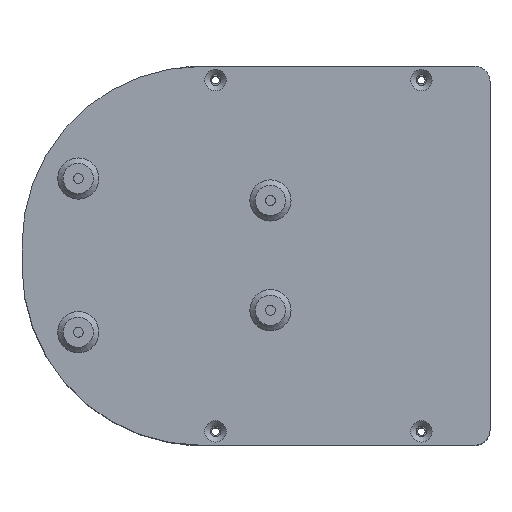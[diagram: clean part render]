
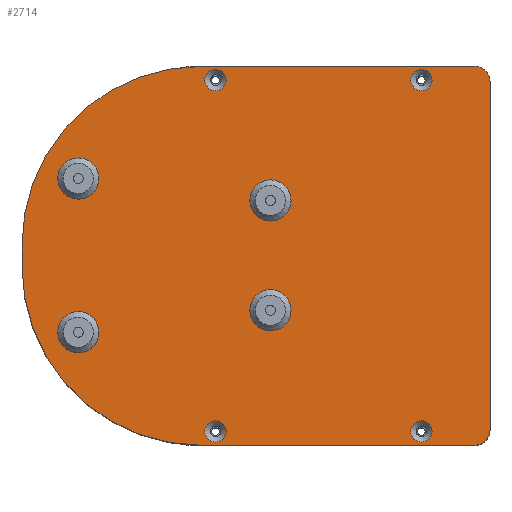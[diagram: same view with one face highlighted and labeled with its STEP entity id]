
A CAD part, top view. The second image highlights one B-rep face of the part: STEP entity #2714.
In plain terms, the highlighted planar face has unit normal (0, 0, 1).
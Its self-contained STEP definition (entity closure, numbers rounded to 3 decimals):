
#60=FACE_BOUND('',#357,.T.);
#61=FACE_BOUND('',#358,.T.);
#62=FACE_BOUND('',#359,.T.);
#63=FACE_BOUND('',#360,.T.);
#64=FACE_BOUND('',#361,.T.);
#65=FACE_BOUND('',#362,.T.);
#66=FACE_BOUND('',#363,.T.);
#67=FACE_BOUND('',#364,.T.);
#124=PLANE('',#2898);
#194=FACE_OUTER_BOUND('',#356,.T.);
#356=EDGE_LOOP('',(#1853,#1854,#1855,#1856,#1857,#1858,#1859,#1860));
#357=EDGE_LOOP('',(#1861));
#358=EDGE_LOOP('',(#1862));
#359=EDGE_LOOP('',(#1863));
#360=EDGE_LOOP('',(#1864));
#361=EDGE_LOOP('',(#1865));
#362=EDGE_LOOP('',(#1866));
#363=EDGE_LOOP('',(#1867));
#364=EDGE_LOOP('',(#1868));
#581=LINE('',#4104,#808);
#584=LINE('',#4110,#811);
#585=LINE('',#4114,#812);
#586=LINE('',#4118,#813);
#808=VECTOR('',#3229,10.);
#811=VECTOR('',#3234,10.);
#812=VECTOR('',#3237,10.);
#813=VECTOR('',#3240,10.);
#1033=CIRCLE('',#2895,5.5);
#1035=CIRCLE('',#2899,65.);
#1036=CIRCLE('',#2900,65.);
#1037=CIRCLE('',#2901,5.5);
#1038=CIRCLE('',#2902,3.9);
#1039=CIRCLE('',#2903,3.9);
#1040=CIRCLE('',#2904,7.5);
#1041=CIRCLE('',#2905,7.5);
#1042=CIRCLE('',#2906,7.5);
#1043=CIRCLE('',#2907,7.5);
#1044=CIRCLE('',#2908,3.9);
#1045=CIRCLE('',#2909,3.9);
#1190=VERTEX_POINT('',#4094);
#1191=VERTEX_POINT('',#4095);
#1194=VERTEX_POINT('',#4103);
#1196=VERTEX_POINT('',#4109);
#1197=VERTEX_POINT('',#4111);
#1198=VERTEX_POINT('',#4113);
#1199=VERTEX_POINT('',#4115);
#1200=VERTEX_POINT('',#4117);
#1201=VERTEX_POINT('',#4120);
#1202=VERTEX_POINT('',#4122);
#1203=VERTEX_POINT('',#4124);
#1204=VERTEX_POINT('',#4126);
#1205=VERTEX_POINT('',#4128);
#1206=VERTEX_POINT('',#4130);
#1207=VERTEX_POINT('',#4132);
#1208=VERTEX_POINT('',#4134);
#1448=EDGE_CURVE('',#1190,#1191,#1033,.T.);
#1452=EDGE_CURVE('',#1194,#1191,#581,.T.);
#1455=EDGE_CURVE('',#1196,#1190,#584,.F.);
#1456=EDGE_CURVE('',#1197,#1196,#1035,.T.);
#1457=EDGE_CURVE('',#1198,#1197,#585,.T.);
#1458=EDGE_CURVE('',#1199,#1198,#1036,.T.);
#1459=EDGE_CURVE('',#1199,#1200,#586,.T.);
#1460=EDGE_CURVE('',#1194,#1200,#1037,.T.);
#1461=EDGE_CURVE('',#1201,#1201,#1038,.T.);
#1462=EDGE_CURVE('',#1202,#1202,#1039,.T.);
#1463=EDGE_CURVE('',#1203,#1203,#1040,.T.);
#1464=EDGE_CURVE('',#1204,#1204,#1041,.T.);
#1465=EDGE_CURVE('',#1205,#1205,#1042,.T.);
#1466=EDGE_CURVE('',#1206,#1206,#1043,.T.);
#1467=EDGE_CURVE('',#1207,#1207,#1044,.T.);
#1468=EDGE_CURVE('',#1208,#1208,#1045,.T.);
#1853=ORIENTED_EDGE('',*,*,#1448,.F.);
#1854=ORIENTED_EDGE('',*,*,#1455,.F.);
#1855=ORIENTED_EDGE('',*,*,#1456,.F.);
#1856=ORIENTED_EDGE('',*,*,#1457,.F.);
#1857=ORIENTED_EDGE('',*,*,#1458,.F.);
#1858=ORIENTED_EDGE('',*,*,#1459,.T.);
#1859=ORIENTED_EDGE('',*,*,#1460,.F.);
#1860=ORIENTED_EDGE('',*,*,#1452,.T.);
#1861=ORIENTED_EDGE('',*,*,#1461,.F.);
#1862=ORIENTED_EDGE('',*,*,#1462,.F.);
#1863=ORIENTED_EDGE('',*,*,#1463,.T.);
#1864=ORIENTED_EDGE('',*,*,#1464,.T.);
#1865=ORIENTED_EDGE('',*,*,#1465,.T.);
#1866=ORIENTED_EDGE('',*,*,#1466,.T.);
#1867=ORIENTED_EDGE('',*,*,#1467,.F.);
#1868=ORIENTED_EDGE('',*,*,#1468,.F.);
#2714=ADVANCED_FACE('',(#194,#60,#61,#62,#63,#64,#65,#66,#67),#124,.T.);
#2895=AXIS2_PLACEMENT_3D('',#4096,#3221,#3222);
#2898=AXIS2_PLACEMENT_3D('',#4108,#3232,#3233);
#2899=AXIS2_PLACEMENT_3D('',#4112,#3235,#3236);
#2900=AXIS2_PLACEMENT_3D('',#4116,#3238,#3239);
#2901=AXIS2_PLACEMENT_3D('',#4119,#3241,#3242);
#2902=AXIS2_PLACEMENT_3D('',#4121,#3243,#3244);
#2903=AXIS2_PLACEMENT_3D('',#4123,#3245,#3246);
#2904=AXIS2_PLACEMENT_3D('',#4125,#3247,#3248);
#2905=AXIS2_PLACEMENT_3D('',#4127,#3249,#3250);
#2906=AXIS2_PLACEMENT_3D('',#4129,#3251,#3252);
#2907=AXIS2_PLACEMENT_3D('',#4131,#3253,#3254);
#2908=AXIS2_PLACEMENT_3D('',#4133,#3255,#3256);
#2909=AXIS2_PLACEMENT_3D('',#4135,#3257,#3258);
#3221=DIRECTION('center_axis',(0.,0.,-1.));
#3222=DIRECTION('ref_axis',(0.707,0.707,0.));
#3229=DIRECTION('',(0.,1.,0.));
#3232=DIRECTION('center_axis',(0.,0.,1.));
#3233=DIRECTION('ref_axis',(1.,0.,0.));
#3234=DIRECTION('',(-1.,0.,0.));
#3235=DIRECTION('center_axis',(0.,0.,-1.));
#3236=DIRECTION('ref_axis',(-0.707,0.707,0.));
#3237=DIRECTION('',(0.,1.,0.));
#3238=DIRECTION('center_axis',(0.,0.,-1.));
#3239=DIRECTION('ref_axis',(-0.707,-0.707,0.));
#3240=DIRECTION('',(1.,0.,0.));
#3241=DIRECTION('center_axis',(0.,0.,-1.));
#3242=DIRECTION('ref_axis',(0.707,-0.707,0.));
#3243=DIRECTION('center_axis',(0.,0.,1.));
#3244=DIRECTION('ref_axis',(-1.,0.,0.));
#3245=DIRECTION('center_axis',(0.,0.,1.));
#3246=DIRECTION('ref_axis',(-1.,0.,0.));
#3247=DIRECTION('center_axis',(0.,0.,-1.));
#3248=DIRECTION('ref_axis',(-1.,0.,0.));
#3249=DIRECTION('center_axis',(0.,0.,-1.));
#3250=DIRECTION('ref_axis',(-1.,0.,0.));
#3251=DIRECTION('center_axis',(0.,0.,-1.));
#3252=DIRECTION('ref_axis',(-1.,0.,0.));
#3253=DIRECTION('center_axis',(0.,0.,-1.));
#3254=DIRECTION('ref_axis',(-1.,0.,0.));
#3255=DIRECTION('center_axis',(0.,0.,1.));
#3256=DIRECTION('ref_axis',(-1.,0.,0.));
#3257=DIRECTION('center_axis',(0.,0.,1.));
#3258=DIRECTION('ref_axis',(-1.,0.,0.));
#4094=CARTESIAN_POINT('',(54.5,150.,431.033));
#4095=CARTESIAN_POINT('',(60.,144.5,431.033));
#4096=CARTESIAN_POINT('Origin',(54.5,144.5,431.033));
#4103=CARTESIAN_POINT('',(60.,17.494,431.033));
#4104=CARTESIAN_POINT('',(60.,75.895,431.033));
#4108=CARTESIAN_POINT('Origin',(-22.753,81.092,431.033));
#4109=CARTESIAN_POINT('',(-45.506,150.,431.033));
#4110=CARTESIAN_POINT('',(28.624,150.,431.033));
#4111=CARTESIAN_POINT('',(-110.506,85.,431.033));
#4112=CARTESIAN_POINT('Origin',(-45.506,85.,431.033));
#4113=CARTESIAN_POINT('',(-110.506,76.994,431.033));
#4114=CARTESIAN_POINT('',(-110.506,133.789,431.033));
#4115=CARTESIAN_POINT('',(-45.506,11.994,431.033));
#4116=CARTESIAN_POINT('Origin',(-45.506,76.994,431.033));
#4117=CARTESIAN_POINT('',(54.5,11.994,431.033));
#4118=CARTESIAN_POINT('',(-74.13,11.994,431.033));
#4119=CARTESIAN_POINT('Origin',(54.5,17.494,431.033));
#4120=CARTESIAN_POINT('',(38.9,16.994,431.033));
#4121=CARTESIAN_POINT('Origin',(35.,16.994,431.033));
#4122=CARTESIAN_POINT('',(-36.1,145.,431.033));
#4123=CARTESIAN_POINT('Origin',(-40.,145.,431.033));
#4124=CARTESIAN_POINT('',(-12.5,101.142,431.033));
#4125=CARTESIAN_POINT('Origin',(-20.,101.142,431.033));
#4126=CARTESIAN_POINT('',(-12.5,61.142,431.033));
#4127=CARTESIAN_POINT('Origin',(-20.,61.142,431.033));
#4128=CARTESIAN_POINT('',(-82.5,53.142,431.033));
#4129=CARTESIAN_POINT('Origin',(-90.,53.142,431.033));
#4130=CARTESIAN_POINT('',(-82.5,109.142,431.033));
#4131=CARTESIAN_POINT('Origin',(-90.,109.142,431.033));
#4132=CARTESIAN_POINT('',(38.9,145.,431.033));
#4133=CARTESIAN_POINT('Origin',(35.,145.,431.033));
#4134=CARTESIAN_POINT('',(-36.1,17.,431.033));
#4135=CARTESIAN_POINT('Origin',(-40.,17.,431.033));
